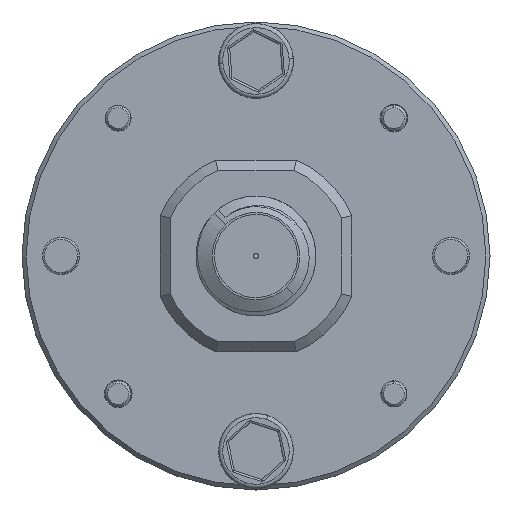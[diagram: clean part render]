
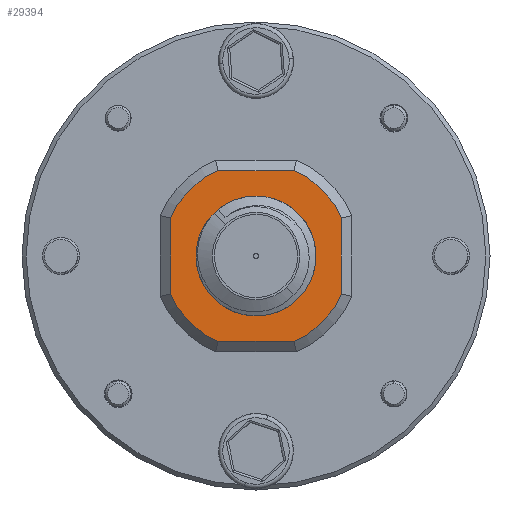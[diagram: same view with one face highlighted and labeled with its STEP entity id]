
A CAD part, left-side view. The second image highlights one B-rep face of the part: STEP entity #29394.
In plain terms, the highlighted planar face has unit normal (-1, 0, 0).
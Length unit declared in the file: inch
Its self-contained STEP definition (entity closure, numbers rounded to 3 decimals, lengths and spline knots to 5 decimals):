
#550 = ORIENTED_EDGE ( 'NONE', *, *, #11665, .T. ) ;
#766 = EDGE_CURVE ( 'NONE', #25036, #21946, #5644, .T. ) ;
#2340 = DIRECTION ( 'NONE',  ( -1., 0., 0. ) ) ;
#2586 = CARTESIAN_POINT ( 'NONE',  ( -0.62632, 0.12897, 0.31194 ) ) ;
#2718 = VERTEX_POINT ( 'NONE', #25755 ) ;
#3032 = LINE ( 'NONE', #42471, #16034 ) ;
#3380 = CIRCLE ( 'NONE', #7566, 0.1115 ) ;
#3531 = AXIS2_PLACEMENT_3D ( 'NONE', #15632, #39492, #47309 ) ;
#3800 = CARTESIAN_POINT ( 'NONE',  ( -0.62632, -0.32653, 0.22031 ) ) ;
#4476 = CARTESIAN_POINT ( 'NONE',  ( -0.62632, -0.12103, 0.31194 ) ) ;
#4804 = CARTESIAN_POINT ( 'NONE',  ( -0.62632, -0.12103, 0.31194 ) ) ;
#5644 = LINE ( 'NONE', #17566, #20472 ) ;
#5856 = CARTESIAN_POINT ( 'NONE',  ( -0.62632, -0.21265, 0.51744 ) ) ;
#6538 = CARTESIAN_POINT ( 'NONE',  ( -0.62632, -0.32653, 0.40356 ) ) ;
#6705 = CIRCLE ( 'NONE', #47332, 0.225 ) ;
#7277 = DIRECTION ( 'NONE',  ( -1., 0., 0. ) ) ;
#7566 = AXIS2_PLACEMENT_3D ( 'NONE', #4476, #20311, #20584 ) ;
#10126 = PLANE ( 'NONE',  #24557 ) ;
#10234 = ORIENTED_EDGE ( 'NONE', *, *, #17798, .F. ) ;
#11436 = EDGE_CURVE ( 'NONE', #21946, #36657, #6705, .T. ) ;
#11665 = EDGE_CURVE ( 'NONE', #16123, #12290, #27566, .T. ) ;
#11799 = CIRCLE ( 'NONE', #3531, 0.225 ) ;
#11843 = EDGE_CURVE ( 'NONE', #35682, #2718, #3380, .T. ) ;
#12290 = VERTEX_POINT ( 'NONE', #17629 ) ;
#12586 = DIRECTION ( 'NONE',  ( -1., 0., 0. ) ) ;
#13254 = ORIENTED_EDGE ( 'NONE', *, *, #39576, .T. ) ;
#13298 = VERTEX_POINT ( 'NONE', #42321 ) ;
#13320 = VECTOR ( 'NONE', #27325, 39.37008 ) ;
#14862 = CARTESIAN_POINT ( 'NONE',  ( -0.62632, 0.12897, 0.10644 ) ) ;
#15125 = ORIENTED_EDGE ( 'NONE', *, *, #30253, .T. ) ;
#15327 = EDGE_CURVE ( 'NONE', #12290, #25036, #11799, .T. ) ;
#15632 = CARTESIAN_POINT ( 'NONE',  ( -0.62632, -0.12103, 0.31194 ) ) ;
#15787 = ORIENTED_EDGE ( 'NONE', *, *, #22737, .T. ) ;
#16034 = VECTOR ( 'NONE', #23042, 39.37008 ) ;
#16123 = VERTEX_POINT ( 'NONE', #19171 ) ;
#17566 = CARTESIAN_POINT ( 'NONE',  ( -0.62632, -0.32653, 0.31194 ) ) ;
#17629 = CARTESIAN_POINT ( 'NONE',  ( -0.62632, -0.21265, 0.10644 ) ) ;
#17652 = FACE_OUTER_BOUND ( 'NONE', #29449, .T. ) ;
#17798 = EDGE_CURVE ( 'NONE', #2718, #35682, #40887, .T. ) ;
#19126 = CIRCLE ( 'NONE', #43111, 0.225 ) ;
#19171 = CARTESIAN_POINT ( 'NONE',  ( -0.62632, -0.02941, 0.10644 ) ) ;
#19458 = DIRECTION ( 'NONE',  ( 0., 0., 1. ) ) ;
#19844 = CARTESIAN_POINT ( 'NONE',  ( -0.62632, -0.12103, 0.42344 ) ) ;
#19917 = ORIENTED_EDGE ( 'NONE', *, *, #41932, .T. ) ;
#20311 = DIRECTION ( 'NONE',  ( -1., 0., 0. ) ) ;
#20433 = CARTESIAN_POINT ( 'NONE',  ( -0.62632, 0.08447, 0.22031 ) ) ;
#20472 = VECTOR ( 'NONE', #49239, 39.37008 ) ;
#20584 = DIRECTION ( 'NONE',  ( 0., 0., 1. ) ) ;
#20658 = ORIENTED_EDGE ( 'NONE', *, *, #11843, .F. ) ;
#20901 = DIRECTION ( 'NONE',  ( 0., 0., 1. ) ) ;
#21580 = DIRECTION ( 'NONE',  ( 0., 0., 1. ) ) ;
#21766 = VERTEX_POINT ( 'NONE', #44224 ) ;
#21946 = VERTEX_POINT ( 'NONE', #6538 ) ;
#22073 = DIRECTION ( 'NONE',  ( 0., 0., 1. ) ) ;
#22689 = AXIS2_PLACEMENT_3D ( 'NONE', #49594, #30084, #21580 ) ;
#22737 = EDGE_CURVE ( 'NONE', #21766, #31586, #30437, .T. ) ;
#22842 = CARTESIAN_POINT ( 'NONE',  ( -0.62632, -0.12103, 0.31194 ) ) ;
#23042 = DIRECTION ( 'NONE',  ( 0., 1., 0. ) ) ;
#24272 = AXIS2_PLACEMENT_3D ( 'NONE', #22842, #7277, #19458 ) ;
#24557 = AXIS2_PLACEMENT_3D ( 'NONE', #2586, #2340, #22073 ) ;
#25036 = VERTEX_POINT ( 'NONE', #3800 ) ;
#25755 = CARTESIAN_POINT ( 'NONE',  ( -0.62632, -0.12103, 0.20044 ) ) ;
#25967 = VECTOR ( 'NONE', #39003, 39.37008 ) ;
#26724 = CIRCLE ( 'NONE', #24272, 0.225 ) ;
#27325 = DIRECTION ( 'NONE',  ( 0., -1., 0. ) ) ;
#27566 = LINE ( 'NONE', #14862, #13320 ) ;
#28125 = ORIENTED_EDGE ( 'NONE', *, *, #766, .T. ) ;
#28503 = EDGE_LOOP ( 'NONE', ( #20658, #10234 ) ) ;
#29394 = ADVANCED_FACE ( 'NONE', ( #38114, #17652 ), #10126, .T. ) ;
#29449 = EDGE_LOOP ( 'NONE', ( #19917, #15787, #13254, #550, #35634, #28125, #50144, #15125 ) ) ;
#30084 = DIRECTION ( 'NONE',  ( -1., 0., 0. ) ) ;
#30179 = CARTESIAN_POINT ( 'NONE',  ( -0.62632, 0.08447, 0.31194 ) ) ;
#30253 = EDGE_CURVE ( 'NONE', #36657, #13298, #3032, .T. ) ;
#30437 = LINE ( 'NONE', #30179, #25967 ) ;
#31586 = VERTEX_POINT ( 'NONE', #20433 ) ;
#35634 = ORIENTED_EDGE ( 'NONE', *, *, #15327, .T. ) ;
#35682 = VERTEX_POINT ( 'NONE', #19844 ) ;
#35984 = CARTESIAN_POINT ( 'NONE',  ( -0.62632, -0.12103, 0.31194 ) ) ;
#36657 = VERTEX_POINT ( 'NONE', #5856 ) ;
#38114 = FACE_BOUND ( 'NONE', #28503, .T. ) ;
#39003 = DIRECTION ( 'NONE',  ( 0., 0., -1. ) ) ;
#39492 = DIRECTION ( 'NONE',  ( -1., 0., 0. ) ) ;
#39576 = EDGE_CURVE ( 'NONE', #31586, #16123, #19126, .T. ) ;
#40887 = CIRCLE ( 'NONE', #22689, 0.1115 ) ;
#41932 = EDGE_CURVE ( 'NONE', #13298, #21766, #26724, .T. ) ;
#42321 = CARTESIAN_POINT ( 'NONE',  ( -0.62632, -0.02941, 0.51744 ) ) ;
#42471 = CARTESIAN_POINT ( 'NONE',  ( -0.62632, 0.12897, 0.51744 ) ) ;
#43111 = AXIS2_PLACEMENT_3D ( 'NONE', #35984, #47192, #43266 ) ;
#43266 = DIRECTION ( 'NONE',  ( 0., 0., 1. ) ) ;
#44224 = CARTESIAN_POINT ( 'NONE',  ( -0.62632, 0.08447, 0.40356 ) ) ;
#47192 = DIRECTION ( 'NONE',  ( -1., 0., 0. ) ) ;
#47309 = DIRECTION ( 'NONE',  ( 0., 0., 1. ) ) ;
#47332 = AXIS2_PLACEMENT_3D ( 'NONE', #4804, #12586, #20901 ) ;
#49239 = DIRECTION ( 'NONE',  ( 0., 0., 1. ) ) ;
#49594 = CARTESIAN_POINT ( 'NONE',  ( -0.62632, -0.12103, 0.31194 ) ) ;
#50144 = ORIENTED_EDGE ( 'NONE', *, *, #11436, .T. ) ;
